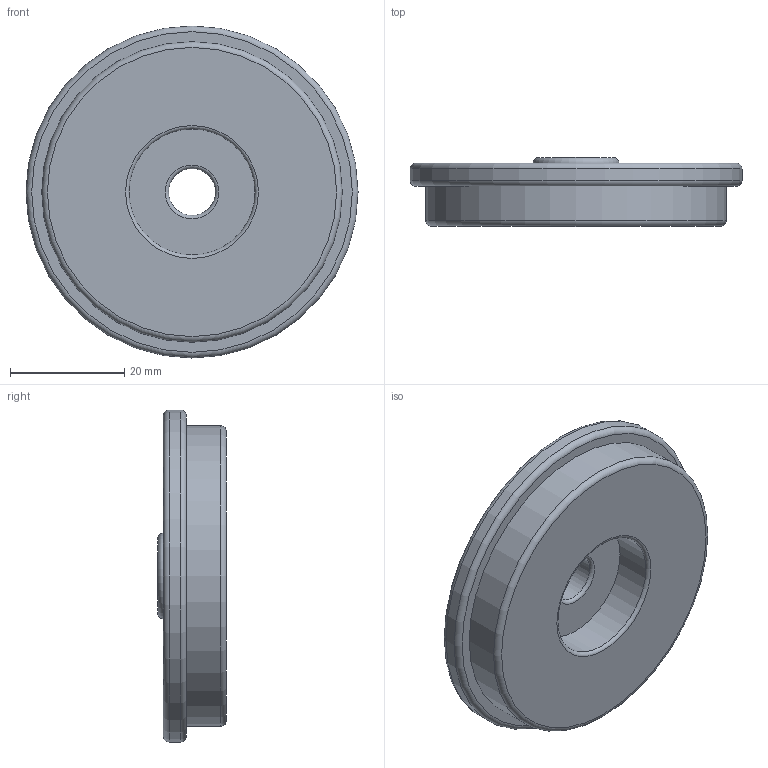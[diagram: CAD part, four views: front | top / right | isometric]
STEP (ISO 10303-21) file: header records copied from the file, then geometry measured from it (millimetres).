
FILE_DESCRIPTION(/* description */ (''),/* implementation_level */ '2;1');
FILE_NAME(/* name */ 'spool_distance_plate.step',/* time_stamp */ '2018-02-13T20:53:35+01:00',/* author */ (''),/* organization */ (''),/* preprocessor_version */ 'ST-DEVELOPER v16.13',/* originating_system */ 'Autodesk Translation Framework v6.5.0.72',/* authorisation */ '');
FILE_SCHEMA (('AUTOMOTIVE_DESIGN { 1 0 10303 214 3 1 1 }'));
Length unit declared in the file: millimetre
Products named in the file (2): (Unsaved); spool_distance_plate
Assembly tree (1 placements, depth 2):
  (Unsaved)
    spool_distance_plate
Bounding box: 58 x 12 x 58 mm (x, y, z)
Volume: 22841.3 mm3; surface area: 7441.9 mm2
Topology: 1 solids, 1 shells, 16 faces, 41 edges, 30 vertices
Faces by surface type: torus 7, plane 5, cylinder 4
Full cylindrical faces by diameter (mm): 8.2 x1, 22 x1, 52.5 x1, 58 x1
Entity records: 583 total; most frequent: DIRECTION 116, CARTESIAN_POINT 90, ORIENTED_EDGE 82, AXIS2_PLACEMENT_3D 56, EDGE_CURVE 41, CIRCLE 37, VERTEX_POINT 30, EDGE_LOOP 21
